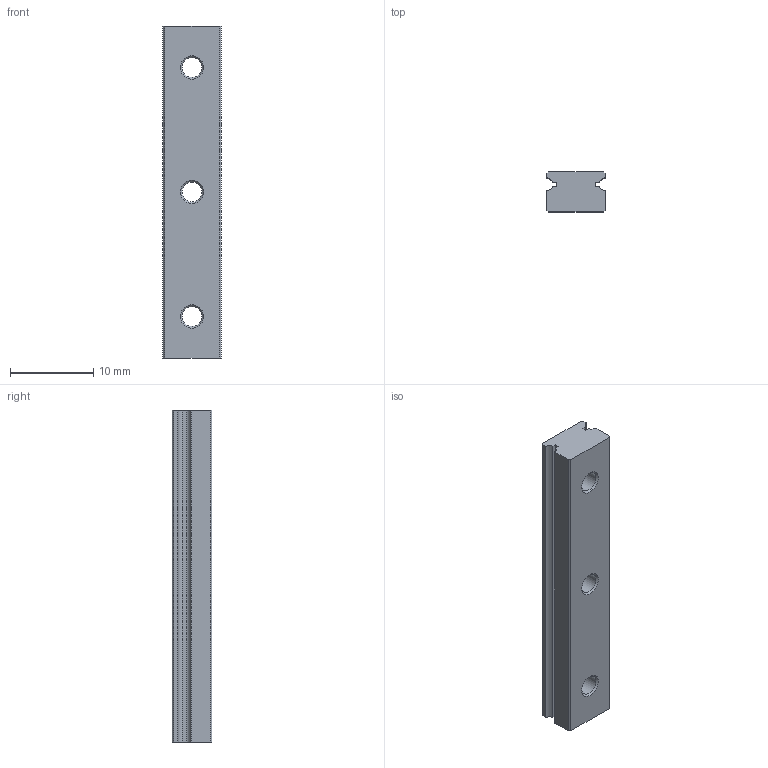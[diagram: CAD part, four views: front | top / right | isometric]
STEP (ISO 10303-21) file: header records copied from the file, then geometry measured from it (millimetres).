
FILE_DESCRIPTION(/* description */ (''),/* implementation_level */ '2;1');
FILE_NAME(/* name */ '00_MGN7_34mm.ipt.step',/* time_stamp */ '2022-11-29T07:44:21+01:00',/* author */ ('diederichbenedict'),/* organization */ (''),/* preprocessor_version */ 'ST-DEVELOPER v18.1',/* originating_system */ 'Autodesk Inventor 2022',/* authorisation */ '');
FILE_SCHEMA (('AUTOMOTIVE_DESIGN { 1 0 10303 214 3 1 1 }','FEATURE_BASED_PROCESS_PLANNING'));
Length unit declared in the file: millimetre
Products named in the file (1): 00_MGN7_34mm
Bounding box: 7 x 4.8 x 40 mm (x, y, z)
Volume: 1123.4 mm3; surface area: 1238.8 mm2
Topology: 1 solids, 1 shells, 37 faces, 93 edges, 61 vertices
Faces by surface type: plane 21, cylinder 10, cone 6
Full cylindrical faces by diameter (mm): 2.4 x3, 4.2 x3
Entity records: 1165 total; most frequent: DIRECTION 198, CARTESIAN_POINT 192, ORIENTED_EDGE 186, EDGE_CURVE 93, AXIS2_PLACEMENT_3D 67, LINE 64, VECTOR 64, VERTEX_POINT 61
